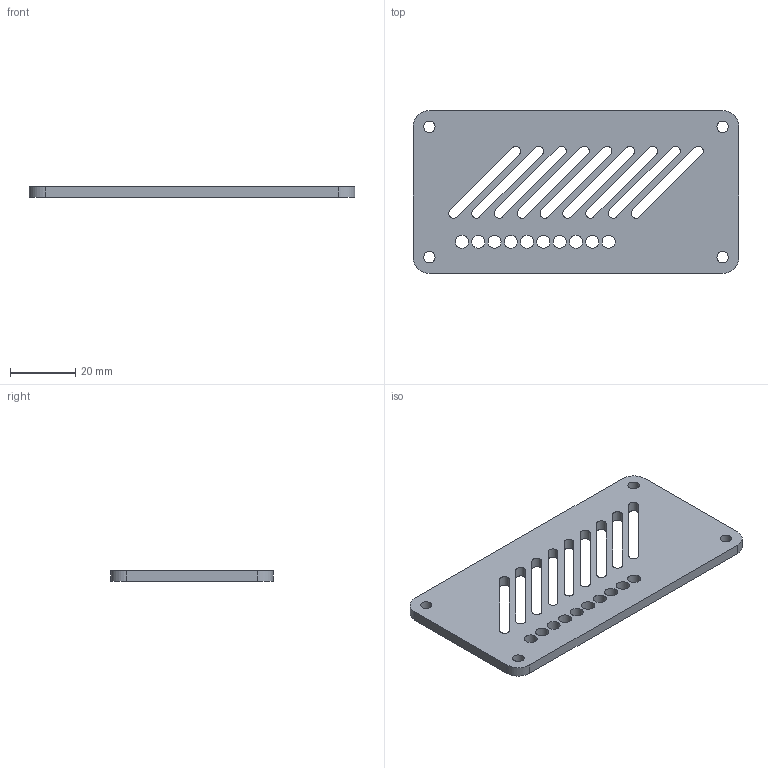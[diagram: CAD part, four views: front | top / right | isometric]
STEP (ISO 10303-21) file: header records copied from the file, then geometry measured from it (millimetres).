
FILE_DESCRIPTION(/* description */ ('Alibre Inc.'),/* implementation_level */ '2;1');
FILE_NAME(/* name */ 'export0',/* time_stamp */ '2015-07-05T23:04:51+12:00',/* author */ (''),/* organization */ (''),/* preprocessor_version */ 'ST-DEVELOPER v14',/* originating_system */ 'Alibre',/* authorisation */ '');
FILE_SCHEMA (('CONFIG_CONTROL_DESIGN'));
Length unit declared in the file: centimetre
Products named in the file (1): ID_1
Bounding box: 100 x 50 x 3.17 mm (x, y, z)
Volume: 12769.1 mm3; surface area: 11319.8 mm2
Topology: 1 solids, 1 shells, 60 faces, 174 edges, 116 vertices
Faces by surface type: cylinder 36, plane 24
Full cylindrical faces by diameter (mm): 3.5 x4, 4 x10
Entity records: 2093 total; most frequent: CARTESIAN_POINT 336, DIRECTION 328, ORIENTED_EDGE 320, EDGE_CURVE 160, AXIS2_PLACEMENT_3D 132, EDGE_LOOP 120, FACE_BOUND 120, VERTEX_POINT 116
